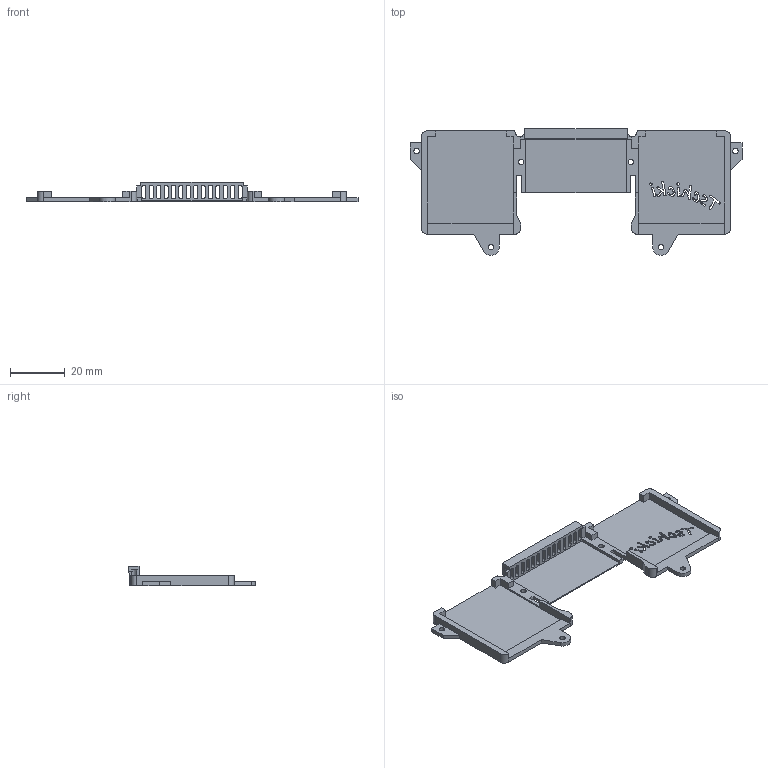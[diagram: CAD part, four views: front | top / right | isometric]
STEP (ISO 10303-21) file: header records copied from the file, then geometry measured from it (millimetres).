
FILE_DESCRIPTION (( 'STEP AP203' ), '1' );
FILE_NAME ('MemoryCard Cover REF2013.STEP', '2025-11-29T16:59:54', ( '' ), ( '' ), 'SwSTEP 2.0', 'SolidWorks 2025', '' );
FILE_SCHEMA (( 'CONFIG_CONTROL_DESIGN' ));
Length unit declared in the file: millimetre
Products named in the file (1): MemoryCard Cover REF2013
Bounding box: 121 x 46.18 x 7.2 mm (x, y, z)
Volume: 4373.3 mm3; surface area: 9822.9 mm2
Topology: 1 solids, 1 shells, 308 faces, 916 edges, 610 vertices
Faces by surface type: bspline 125, plane 119, cylinder 64
Entity records: 15268 total; most frequent: CARTESIAN_POINT 7717, ORIENTED_EDGE 1832, DIRECTION 1080, EDGE_CURVE 916, VERTEX_POINT 610, VECTOR 536, LINE 536, EDGE_LOOP 368
